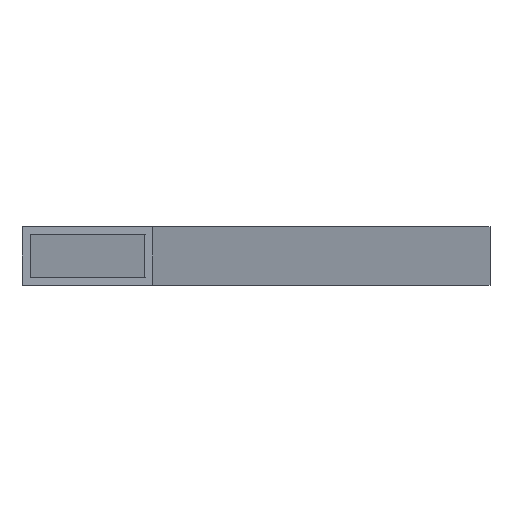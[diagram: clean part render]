
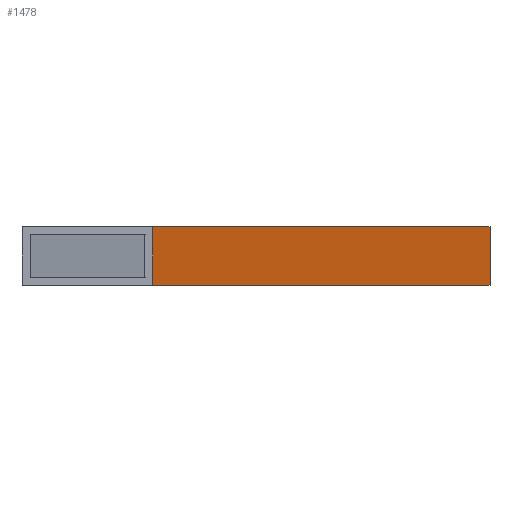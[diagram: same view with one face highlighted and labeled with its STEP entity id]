
A CAD part, front view. The second image highlights one B-rep face of the part: STEP entity #1478.
In plain terms, the highlighted planar face has unit normal (0.894, -0.447, 0).
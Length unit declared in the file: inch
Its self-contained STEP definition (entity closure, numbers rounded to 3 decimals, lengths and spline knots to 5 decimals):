
#15 = DIRECTION ( 'NONE',  ( -0.447, -0.894, 0. ) ) ;
#26 = ORIENTED_EDGE ( 'NONE', *, *, #1496, .F. ) ;
#34 = VERTEX_POINT ( 'NONE', #499 ) ;
#39 = CARTESIAN_POINT ( 'NONE',  ( 8., 11.52786, 1. ) ) ;
#167 = PLANE ( 'NONE',  #1467 ) ;
#288 = EDGE_CURVE ( 'NONE', #1969, #1927, #429, .T. ) ;
#367 = CARTESIAN_POINT ( 'NONE',  ( 8., 11.52786, 0. ) ) ;
#387 = CARTESIAN_POINT ( 'NONE',  ( 8., 11.52786, 1. ) ) ;
#391 = DIRECTION ( 'NONE',  ( 0., 0., -1. ) ) ;
#429 = LINE ( 'NONE', #2075, #1905 ) ;
#499 = CARTESIAN_POINT ( 'NONE',  ( 2.23607, 0., 1. ) ) ;
#545 = CARTESIAN_POINT ( 'NONE',  ( 8., 11.52786, 1. ) ) ;
#646 = VECTOR ( 'NONE', #652, 39.37008 ) ;
#652 = DIRECTION ( 'NONE',  ( 0.447, 0.894, 0. ) ) ;
#684 = EDGE_LOOP ( 'NONE', ( #960, #1369, #26, #1127 ) ) ;
#702 = LINE ( 'NONE', #1999, #1670 ) ;
#818 = LINE ( 'NONE', #39, #646 ) ;
#960 = ORIENTED_EDGE ( 'NONE', *, *, #288, .T. ) ;
#989 = DIRECTION ( 'NONE',  ( -0.894, 0.447, 0. ) ) ;
#995 = DIRECTION ( 'NONE',  ( 0., 0., -1. ) ) ;
#1127 = ORIENTED_EDGE ( 'NONE', *, *, #1945, .T. ) ;
#1148 = VERTEX_POINT ( 'NONE', #387 ) ;
#1320 = LINE ( 'NONE', #545, #1333 ) ;
#1333 = VECTOR ( 'NONE', #391, 39.37008 ) ;
#1369 = ORIENTED_EDGE ( 'NONE', *, *, #1831, .F. ) ;
#1467 = AXIS2_PLACEMENT_3D ( 'NONE', #1627, #989, #15 ) ;
#1478 = ADVANCED_FACE ( 'NONE', ( #1799 ), #167, .F. ) ;
#1496 = EDGE_CURVE ( 'NONE', #34, #1148, #818, .T. ) ;
#1627 = CARTESIAN_POINT ( 'NONE',  ( 8., 11.52786, 1. ) ) ;
#1670 = VECTOR ( 'NONE', #995, 39.37008 ) ;
#1688 = CARTESIAN_POINT ( 'NONE',  ( 2.23607, 0., 0. ) ) ;
#1799 = FACE_OUTER_BOUND ( 'NONE', #684, .T. ) ;
#1831 = EDGE_CURVE ( 'NONE', #1148, #1927, #1320, .T. ) ;
#1905 = VECTOR ( 'NONE', #1929, 39.37008 ) ;
#1927 = VERTEX_POINT ( 'NONE', #367 ) ;
#1929 = DIRECTION ( 'NONE',  ( 0.447, 0.894, 0. ) ) ;
#1945 = EDGE_CURVE ( 'NONE', #34, #1969, #702, .T. ) ;
#1969 = VERTEX_POINT ( 'NONE', #1688 ) ;
#1999 = CARTESIAN_POINT ( 'NONE',  ( 2.23607, 0., 1. ) ) ;
#2075 = CARTESIAN_POINT ( 'NONE',  ( 8., 11.52786, 0. ) ) ;
